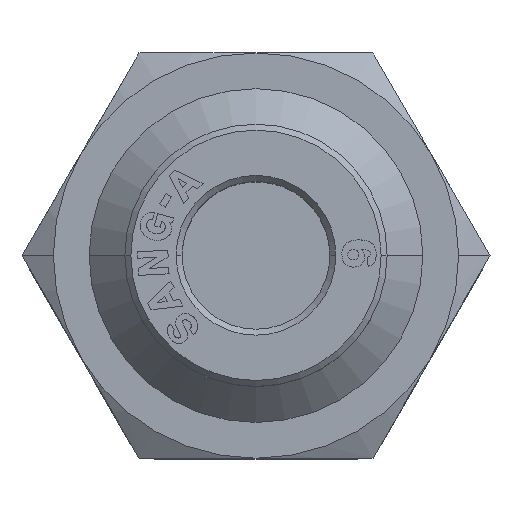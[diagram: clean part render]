
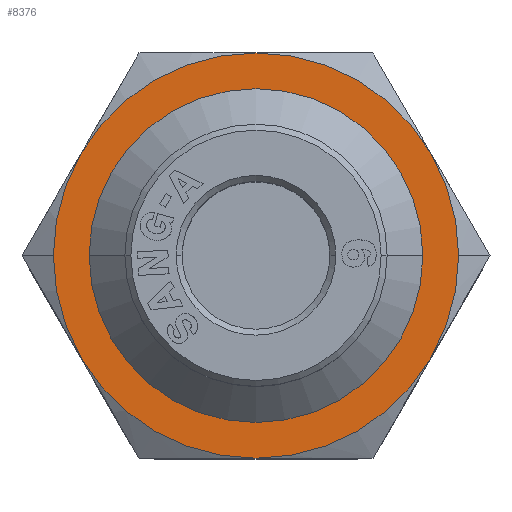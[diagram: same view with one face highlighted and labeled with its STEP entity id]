
A CAD part, top view. The second image highlights one B-rep face of the part: STEP entity #8376.
In plain terms, the highlighted face is planar.
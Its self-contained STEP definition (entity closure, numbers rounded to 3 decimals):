
#215=CARTESIAN_POINT('',(4.75,0.0,7.01));
#216=VERTEX_POINT('',#215);
#223=CARTESIAN_POINT('',(4.75,0.,-6.99));
#224=VERTEX_POINT('',#223);
#225=CARTESIAN_POINT('',(4.75,0.0,0.01));
#226=DIRECTION('',(1.0,0.0,0.0));
#227=DIRECTION('',(0.0,0.0,1.0));
#228=AXIS2_PLACEMENT_3D('',#225,#226,#227);
#229=CIRCLE('',#228,7.0);
#230=EDGE_CURVE('',#216,#224,#229,.T.);
#755=CARTESIAN_POINT('',(4.75,0.,8.51));
#756=VERTEX_POINT('',#755);
#763=CARTESIAN_POINT('',(4.75,-4.25,7.371));
#764=VERTEX_POINT('',#763);
#778=CARTESIAN_POINT('',(4.75,0.,0.01));
#779=DIRECTION('',(1.0,0.0,0.0));
#780=DIRECTION('',(0.0,0.0,1.0));
#781=AXIS2_PLACEMENT_3D('',#778,#779,#780);
#782=CIRCLE('',#781,8.5);
#783=EDGE_CURVE('',#756,#764,#782,.T.);
#793=CARTESIAN_POINT('',(4.75,0.,-8.49));
#794=VERTEX_POINT('',#793);
#803=CARTESIAN_POINT('',(4.75,-4.25,-7.351));
#804=VERTEX_POINT('',#803);
#805=CARTESIAN_POINT('',(4.75,0.,0.01));
#806=DIRECTION('',(1.0,0.0,0.0));
#807=DIRECTION('',(0.0,0.0,1.0));
#808=AXIS2_PLACEMENT_3D('',#805,#806,#807);
#809=CIRCLE('',#808,8.5);
#810=EDGE_CURVE('',#804,#794,#809,.T.);
#8307=CARTESIAN_POINT('',(4.75,0.,0.01));
#8308=DIRECTION('',(-1.0,0.0,0.0));
#8309=DIRECTION('',(0.0,0.0,-1.0));
#8310=AXIS2_PLACEMENT_3D('',#8307,#8308,#8309);
#8311=PLANE('',#8310);
#8312=CARTESIAN_POINT('',(4.75,4.25,-7.351));
#8313=VERTEX_POINT('',#8312);
#8314=CARTESIAN_POINT('',(4.75,8.5,0.01));
#8315=VERTEX_POINT('',#8314);
#8316=CARTESIAN_POINT('',(4.75,0.,0.01));
#8317=DIRECTION('',(1.0,0.0,0.0));
#8318=DIRECTION('',(0.0,0.0,1.0));
#8319=AXIS2_PLACEMENT_3D('',#8316,#8317,#8318);
#8320=CIRCLE('',#8319,8.5);
#8321=EDGE_CURVE('',#8313,#8315,#8320,.T.);
#8322=ORIENTED_EDGE('',*,*,#8321,.T.);
#8323=CARTESIAN_POINT('',(4.75,4.25,7.371));
#8324=VERTEX_POINT('',#8323);
#8325=CARTESIAN_POINT('',(4.75,0.,0.01));
#8326=DIRECTION('',(1.0,0.0,0.0));
#8327=DIRECTION('',(0.0,0.0,1.0));
#8328=AXIS2_PLACEMENT_3D('',#8325,#8326,#8327);
#8329=CIRCLE('',#8328,8.5);
#8330=EDGE_CURVE('',#8315,#8324,#8329,.T.);
#8331=ORIENTED_EDGE('',*,*,#8330,.T.);
#8332=CARTESIAN_POINT('',(4.75,0.,0.01));
#8333=DIRECTION('',(1.0,0.0,0.0));
#8334=DIRECTION('',(0.0,0.0,1.0));
#8335=AXIS2_PLACEMENT_3D('',#8332,#8333,#8334);
#8336=CIRCLE('',#8335,8.5);
#8337=EDGE_CURVE('',#8324,#756,#8336,.T.);
#8338=ORIENTED_EDGE('',*,*,#8337,.T.);
#8339=ORIENTED_EDGE('',*,*,#783,.T.);
#8340=CARTESIAN_POINT('',(4.75,-8.5,0.01));
#8341=VERTEX_POINT('',#8340);
#8342=CARTESIAN_POINT('',(4.75,0.,0.01));
#8343=DIRECTION('',(1.0,0.0,0.0));
#8344=DIRECTION('',(0.0,0.0,1.0));
#8345=AXIS2_PLACEMENT_3D('',#8342,#8343,#8344);
#8346=CIRCLE('',#8345,8.5);
#8347=EDGE_CURVE('',#764,#8341,#8346,.T.);
#8348=ORIENTED_EDGE('',*,*,#8347,.T.);
#8349=CARTESIAN_POINT('',(4.75,0.,0.01));
#8350=DIRECTION('',(1.0,0.0,0.0));
#8351=DIRECTION('',(0.0,0.0,1.0));
#8352=AXIS2_PLACEMENT_3D('',#8349,#8350,#8351);
#8353=CIRCLE('',#8352,8.5);
#8354=EDGE_CURVE('',#8341,#804,#8353,.T.);
#8355=ORIENTED_EDGE('',*,*,#8354,.T.);
#8356=ORIENTED_EDGE('',*,*,#810,.T.);
#8357=CARTESIAN_POINT('',(4.75,0.,0.01));
#8358=DIRECTION('',(1.0,0.0,0.0));
#8359=DIRECTION('',(0.0,0.0,1.0));
#8360=AXIS2_PLACEMENT_3D('',#8357,#8358,#8359);
#8361=CIRCLE('',#8360,8.5);
#8362=EDGE_CURVE('',#794,#8313,#8361,.T.);
#8363=ORIENTED_EDGE('',*,*,#8362,.T.);
#8364=EDGE_LOOP('',(#8322,#8331,#8338,#8339,#8348,#8355,#8356,#8363));
#8365=FACE_OUTER_BOUND('',#8364,.T.);
#8366=ORIENTED_EDGE('',*,*,#230,.F.);
#8367=CARTESIAN_POINT('',(4.75,0.0,0.01));
#8368=DIRECTION('',(1.0,0.0,0.0));
#8369=DIRECTION('',(0.0,0.0,1.0));
#8370=AXIS2_PLACEMENT_3D('',#8367,#8368,#8369);
#8371=CIRCLE('',#8370,7.0);
#8372=EDGE_CURVE('',#224,#216,#8371,.T.);
#8373=ORIENTED_EDGE('',*,*,#8372,.F.);
#8374=EDGE_LOOP('',(#8366,#8373));
#8375=FACE_BOUND('',#8374,.T.);
#8376=ADVANCED_FACE('',(#8365,#8375),#8311,.F.);
